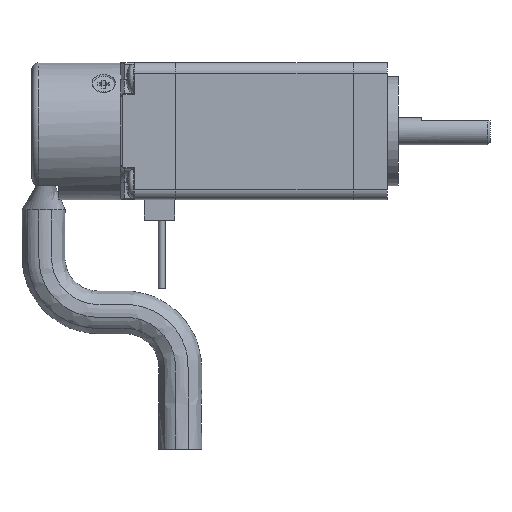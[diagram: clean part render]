
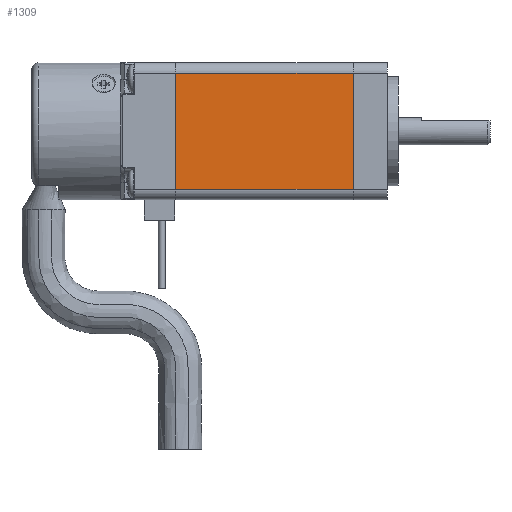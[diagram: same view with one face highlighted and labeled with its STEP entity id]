
A CAD part, left-side view. The second image highlights one B-rep face of the part: STEP entity #1309.
In plain terms, the highlighted planar face has unit normal (-1, 0, 0).
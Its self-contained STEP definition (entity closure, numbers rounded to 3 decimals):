
#1309 = ADVANCED_FACE( '', ( #2813 ), #2814, .T. );
#2813 = FACE_OUTER_BOUND( '', #7810, .T. );
#2814 = PLANE( '', #7811 );
#7810 = EDGE_LOOP( '', ( #12875, #12876, #12877, #12878 ) );
#7811 = AXIS2_PLACEMENT_3D( '', #12879, #12880, #12881 );
#12875 = ORIENTED_EDGE( '', *, *, #15296, .F. );
#12876 = ORIENTED_EDGE( '', *, *, #15965, .F. );
#12877 = ORIENTED_EDGE( '', *, *, #15944, .T. );
#12878 = ORIENTED_EDGE( '', *, *, #15112, .T. );
#12879 = CARTESIAN_POINT( '', ( -10., -20., -8.5 ) );
#12880 = DIRECTION( '', ( -1., 0., 0. ) );
#12881 = DIRECTION( '', ( 0., 0., 1. ) );
#15112 = EDGE_CURVE( '', #17003, #17000, #17004, .T. );
#15296 = EDGE_CURVE( '', #17327, #17000, #17329, .T. );
#15944 = EDGE_CURVE( '', #18372, #17003, #18383, .T. );
#15965 = EDGE_CURVE( '', #18372, #17327, #18414, .T. );
#17000 = VERTEX_POINT( '', #20106 );
#17003 = VERTEX_POINT( '', #20109 );
#17004 = LINE( '', #20110, #20111 );
#17327 = VERTEX_POINT( '', #20828 );
#17329 = LINE( '', #20830, #20831 );
#18372 = VERTEX_POINT( '', #22698 );
#18383 = LINE( '', #22712, #22713 );
#18414 = LINE( '', #22757, #22758 );
#20106 = CARTESIAN_POINT( '', ( -10., 0., 8.5 ) );
#20109 = CARTESIAN_POINT( '', ( -10., -26., 8.5 ) );
#20110 = CARTESIAN_POINT( '', ( -10., -20., 8.5 ) );
#20111 = VECTOR( '', #25376, 1000. );
#20828 = CARTESIAN_POINT( '', ( -10., 0., -8.5 ) );
#20830 = CARTESIAN_POINT( '', ( -10., 0., -8.5 ) );
#20831 = VECTOR( '', #25569, 1000. );
#22698 = CARTESIAN_POINT( '', ( -10., -26., -8.5 ) );
#22712 = CARTESIAN_POINT( '', ( -10., -26., -8.5 ) );
#22713 = VECTOR( '', #26264, 1000. );
#22757 = CARTESIAN_POINT( '', ( -10., -20., -8.5 ) );
#22758 = VECTOR( '', #26284, 1000. );
#25376 = DIRECTION( '', ( 0., 1., 0. ) );
#25569 = DIRECTION( '', ( 0., 0., 1. ) );
#26264 = DIRECTION( '', ( 0., 0., 1. ) );
#26284 = DIRECTION( '', ( 0., 1., 0. ) );
